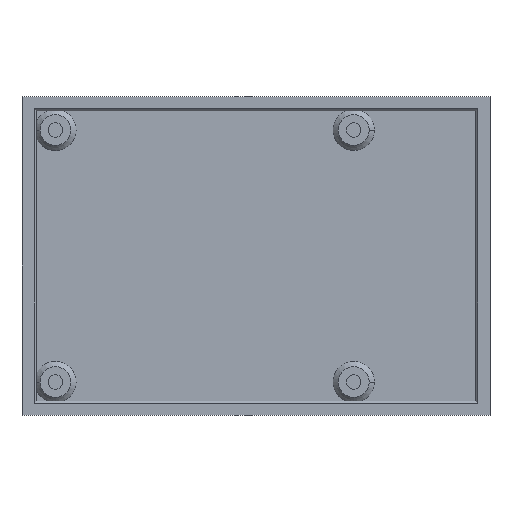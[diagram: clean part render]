
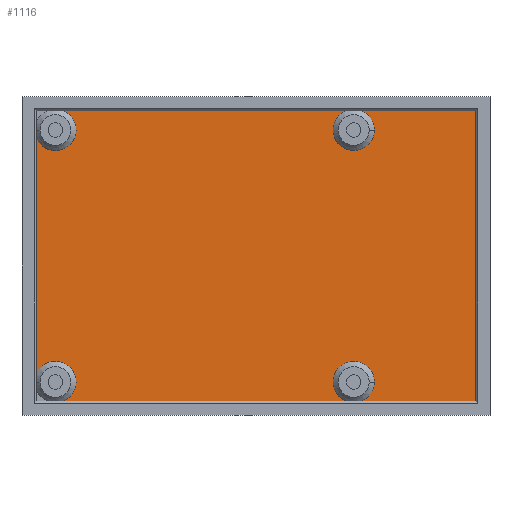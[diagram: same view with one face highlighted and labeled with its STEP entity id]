
A CAD part, top view. The second image highlights one B-rep face of the part: STEP entity #1116.
In plain terms, the highlighted planar face has unit normal (0, 0, 1).
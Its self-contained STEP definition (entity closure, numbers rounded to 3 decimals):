
#4 = VECTOR ( 'NONE', #634, 1000. ) ;
#20 = CARTESIAN_POINT ( 'NONE',  ( -42.7, 28.2, 2. ) ) ;
#28 = FACE_OUTER_BOUND ( 'NONE', #108, .T. ) ;
#30 = VERTEX_POINT ( 'NONE', #335 ) ;
#45 = PLANE ( 'NONE',  #436 ) ;
#52 = DIRECTION ( 'NONE',  ( -1., 0., 0. ) ) ;
#72 = ORIENTED_EDGE ( 'NONE', *, *, #1189, .T. ) ;
#79 = AXIS2_PLACEMENT_3D ( 'NONE', #561, #1121, #474 ) ;
#85 = CARTESIAN_POINT ( 'NONE',  ( -42.7, -28.2, 2. ) ) ;
#91 = LINE ( 'NONE', #85, #164 ) ;
#93 = CARTESIAN_POINT ( 'NONE',  ( -39., -24.5, 2. ) ) ;
#98 = VERTEX_POINT ( 'NONE', #869 ) ;
#105 = AXIS2_PLACEMENT_3D ( 'NONE', #1370, #900, #806 ) ;
#108 = EDGE_LOOP ( 'NONE', ( #1102, #324, #361, #1264, #735, #875, #1068, #595, #258, #72, #299, #740, #727, #264, #880, #187 ) ) ;
#111 = EDGE_CURVE ( 'NONE', #918, #234, #698, .T. ) ;
#122 = VECTOR ( 'NONE', #558, 1000. ) ;
#150 = CARTESIAN_POINT ( 'NONE',  ( 20.52, 28.2, 2. ) ) ;
#164 = VECTOR ( 'NONE', #1411, 1000. ) ;
#168 = EDGE_CURVE ( 'NONE', #1313, #662, #1069, .T. ) ;
#176 = EDGE_CURVE ( 'NONE', #1027, #1036, #447, .T. ) ;
#187 = ORIENTED_EDGE ( 'NONE', *, *, #168, .T. ) ;
#190 = CARTESIAN_POINT ( 'NONE',  ( -35., -24.5, 2. ) ) ;
#201 = AXIS2_PLACEMENT_3D ( 'NONE', #511, #1172, #534 ) ;
#219 = EDGE_CURVE ( 'NONE', #508, #566, #1013, .T. ) ;
#233 = CARTESIAN_POINT ( 'NONE',  ( -42.7, 28.2, 2. ) ) ;
#234 = VERTEX_POINT ( 'NONE', #1361 ) ;
#239 = CARTESIAN_POINT ( 'NONE',  ( 15., -24.5, 2. ) ) ;
#256 = AXIS2_PLACEMENT_3D ( 'NONE', #1042, #594, #602 ) ;
#258 = ORIENTED_EDGE ( 'NONE', *, *, #1263, .T. ) ;
#264 = ORIENTED_EDGE ( 'NONE', *, *, #1367, .T. ) ;
#267 = EDGE_CURVE ( 'NONE', #1375, #1313, #334, .T. ) ;
#271 = CIRCLE ( 'NONE', #1407, 4. ) ;
#280 = VERTEX_POINT ( 'NONE', #385 ) ;
#299 = ORIENTED_EDGE ( 'NONE', *, *, #176, .T. ) ;
#301 = CARTESIAN_POINT ( 'NONE',  ( -42.7, -28.2, 2. ) ) ;
#303 = EDGE_CURVE ( 'NONE', #30, #1016, #271, .T. ) ;
#324 = ORIENTED_EDGE ( 'NONE', *, *, #303, .T. ) ;
#328 = CARTESIAN_POINT ( 'NONE',  ( 17.48, 28.2, 2. ) ) ;
#334 = CIRCLE ( 'NONE', #970, 4. ) ;
#335 = CARTESIAN_POINT ( 'NONE',  ( 17.48, -28.2, 2. ) ) ;
#337 = CARTESIAN_POINT ( 'NONE',  ( 42.7, -28.2, 2. ) ) ;
#342 = VERTEX_POINT ( 'NONE', #1168 ) ;
#357 = LINE ( 'NONE', #20, #122 ) ;
#361 = ORIENTED_EDGE ( 'NONE', *, *, #1109, .T. ) ;
#376 = CIRCLE ( 'NONE', #1187, 4. ) ;
#385 = CARTESIAN_POINT ( 'NONE',  ( -42.7, 22.98, 2. ) ) ;
#400 = CARTESIAN_POINT ( 'NONE',  ( 23., -24.5, 2. ) ) ;
#406 = LINE ( 'NONE', #1206, #482 ) ;
#436 = AXIS2_PLACEMENT_3D ( 'NONE', #489, #1391, #938 ) ;
#447 = LINE ( 'NONE', #233, #1316 ) ;
#464 = VERTEX_POINT ( 'NONE', #760 ) ;
#474 = DIRECTION ( 'NONE',  ( -1., 0., 0. ) ) ;
#477 = EDGE_CURVE ( 'NONE', #566, #98, #91, .T. ) ;
#482 = VECTOR ( 'NONE', #652, 1000. ) ;
#489 = CARTESIAN_POINT ( 'NONE',  ( 0., 0., 2. ) ) ;
#505 = CARTESIAN_POINT ( 'NONE',  ( -39., 24.5, 2. ) ) ;
#508 = VERTEX_POINT ( 'NONE', #400 ) ;
#511 = CARTESIAN_POINT ( 'NONE',  ( 19., 24.5, 2. ) ) ;
#534 = DIRECTION ( 'NONE',  ( -1., 0., 0. ) ) ;
#558 = DIRECTION ( 'NONE',  ( -1., 0., 0. ) ) ;
#561 = CARTESIAN_POINT ( 'NONE',  ( 19., -24.5, 2. ) ) ;
#566 = VERTEX_POINT ( 'NONE', #749 ) ;
#594 = DIRECTION ( 'NONE',  ( 0., 0., -1. ) ) ;
#595 = ORIENTED_EDGE ( 'NONE', *, *, #111, .T. ) ;
#597 = CARTESIAN_POINT ( 'NONE',  ( 19., 24.5, 2. ) ) ;
#602 = DIRECTION ( 'NONE',  ( -1., 0., 0. ) ) ;
#613 = DIRECTION ( 'NONE',  ( 0., 0., -1. ) ) ;
#633 = EDGE_CURVE ( 'NONE', #662, #30, #859, .T. ) ;
#634 = DIRECTION ( 'NONE',  ( 1., 0., 0. ) ) ;
#652 = DIRECTION ( 'NONE',  ( 0., -1., 0. ) ) ;
#662 = VERTEX_POINT ( 'NONE', #870 ) ;
#698 = CIRCLE ( 'NONE', #935, 4. ) ;
#700 = CIRCLE ( 'NONE', #1373, 4. ) ;
#727 = ORIENTED_EDGE ( 'NONE', *, *, #801, .T. ) ;
#735 = ORIENTED_EDGE ( 'NONE', *, *, #477, .T. ) ;
#740 = ORIENTED_EDGE ( 'NONE', *, *, #1205, .T. ) ;
#749 = CARTESIAN_POINT ( 'NONE',  ( 20.52, -28.2, 2. ) ) ;
#760 = CARTESIAN_POINT ( 'NONE',  ( 15., 24.5, 2. ) ) ;
#782 = CARTESIAN_POINT ( 'NONE',  ( 19., 24.5, 2. ) ) ;
#785 = CARTESIAN_POINT ( 'NONE',  ( 19., -24.5, 2. ) ) ;
#801 = EDGE_CURVE ( 'NONE', #342, #280, #885, .T. ) ;
#806 = DIRECTION ( 'NONE',  ( -1., 0., 0. ) ) ;
#812 = DIRECTION ( 'NONE',  ( 0., 0., -1. ) ) ;
#826 = DIRECTION ( 'NONE',  ( 0., 0., -1. ) ) ;
#833 = DIRECTION ( 'NONE',  ( -1., 0., 0. ) ) ;
#859 = LINE ( 'NONE', #301, #4 ) ;
#869 = CARTESIAN_POINT ( 'NONE',  ( 42.7, -28.2, 2. ) ) ;
#870 = CARTESIAN_POINT ( 'NONE',  ( -37.48, -28.2, 2. ) ) ;
#875 = ORIENTED_EDGE ( 'NONE', *, *, #1103, .T. ) ;
#880 = ORIENTED_EDGE ( 'NONE', *, *, #267, .T. ) ;
#885 = CIRCLE ( 'NONE', #256, 4. ) ;
#892 = LINE ( 'NONE', #337, #1074 ) ;
#900 = DIRECTION ( 'NONE',  ( 0., 0., -1. ) ) ;
#908 = DIRECTION ( 'NONE',  ( 0., 1., 0. ) ) ;
#918 = VERTEX_POINT ( 'NONE', #150 ) ;
#935 = AXIS2_PLACEMENT_3D ( 'NONE', #782, #1213, #1220 ) ;
#938 = DIRECTION ( 'NONE',  ( -1., 0., 0. ) ) ;
#952 = DIRECTION ( 'NONE',  ( -1., 0., 0. ) ) ;
#970 = AXIS2_PLACEMENT_3D ( 'NONE', #93, #826, #1260 ) ;
#1004 = CIRCLE ( 'NONE', #1443, 4. ) ;
#1013 = CIRCLE ( 'NONE', #79, 4. ) ;
#1016 = VERTEX_POINT ( 'NONE', #239 ) ;
#1027 = VERTEX_POINT ( 'NONE', #328 ) ;
#1036 = VERTEX_POINT ( 'NONE', #1229 ) ;
#1042 = CARTESIAN_POINT ( 'NONE',  ( -39., 24.5, 2. ) ) ;
#1068 = ORIENTED_EDGE ( 'NONE', *, *, #1083, .T. ) ;
#1069 = CIRCLE ( 'NONE', #105, 4. ) ;
#1074 = VECTOR ( 'NONE', #908, 1000. ) ;
#1083 = EDGE_CURVE ( 'NONE', #1164, #918, #357, .T. ) ;
#1102 = ORIENTED_EDGE ( 'NONE', *, *, #633, .T. ) ;
#1103 = EDGE_CURVE ( 'NONE', #98, #1164, #892, .T. ) ;
#1109 = EDGE_CURVE ( 'NONE', #1016, #508, #376, .T. ) ;
#1110 = CARTESIAN_POINT ( 'NONE',  ( -42.7, -22.98, 2. ) ) ;
#1116 = ADVANCED_FACE ( 'NONE', ( #28 ), #45, .F. ) ;
#1121 = DIRECTION ( 'NONE',  ( 0., 0., -1. ) ) ;
#1164 = VERTEX_POINT ( 'NONE', #1248 ) ;
#1168 = CARTESIAN_POINT ( 'NONE',  ( -35., 24.5, 2. ) ) ;
#1172 = DIRECTION ( 'NONE',  ( 0., 0., -1. ) ) ;
#1174 = DIRECTION ( 'NONE',  ( 0., 0., -1. ) ) ;
#1187 = AXIS2_PLACEMENT_3D ( 'NONE', #785, #1326, #1222 ) ;
#1189 = EDGE_CURVE ( 'NONE', #464, #1027, #700, .T. ) ;
#1205 = EDGE_CURVE ( 'NONE', #1036, #342, #1004, .T. ) ;
#1206 = CARTESIAN_POINT ( 'NONE',  ( -42.7, -28.2, 2. ) ) ;
#1213 = DIRECTION ( 'NONE',  ( 0., 0., -1. ) ) ;
#1220 = DIRECTION ( 'NONE',  ( -1., 0., 0. ) ) ;
#1222 = DIRECTION ( 'NONE',  ( -1., 0., 0. ) ) ;
#1229 = CARTESIAN_POINT ( 'NONE',  ( -37.48, 28.2, 2. ) ) ;
#1242 = DIRECTION ( 'NONE',  ( -1., 0., 0. ) ) ;
#1248 = CARTESIAN_POINT ( 'NONE',  ( 42.7, 28.2, 2. ) ) ;
#1260 = DIRECTION ( 'NONE',  ( -1., 0., 0. ) ) ;
#1263 = EDGE_CURVE ( 'NONE', #234, #464, #1320, .T. ) ;
#1264 = ORIENTED_EDGE ( 'NONE', *, *, #219, .T. ) ;
#1298 = CARTESIAN_POINT ( 'NONE',  ( 19., -24.5, 2. ) ) ;
#1313 = VERTEX_POINT ( 'NONE', #190 ) ;
#1316 = VECTOR ( 'NONE', #1242, 1000. ) ;
#1320 = CIRCLE ( 'NONE', #201, 4. ) ;
#1326 = DIRECTION ( 'NONE',  ( 0., 0., -1. ) ) ;
#1361 = CARTESIAN_POINT ( 'NONE',  ( 23., 24.5, 2. ) ) ;
#1367 = EDGE_CURVE ( 'NONE', #280, #1375, #406, .T. ) ;
#1370 = CARTESIAN_POINT ( 'NONE',  ( -39., -24.5, 2. ) ) ;
#1373 = AXIS2_PLACEMENT_3D ( 'NONE', #597, #613, #52 ) ;
#1375 = VERTEX_POINT ( 'NONE', #1110 ) ;
#1391 = DIRECTION ( 'NONE',  ( 0., 0., -1. ) ) ;
#1407 = AXIS2_PLACEMENT_3D ( 'NONE', #1298, #1174, #833 ) ;
#1411 = DIRECTION ( 'NONE',  ( 1., 0., 0. ) ) ;
#1443 = AXIS2_PLACEMENT_3D ( 'NONE', #505, #812, #952 ) ;
